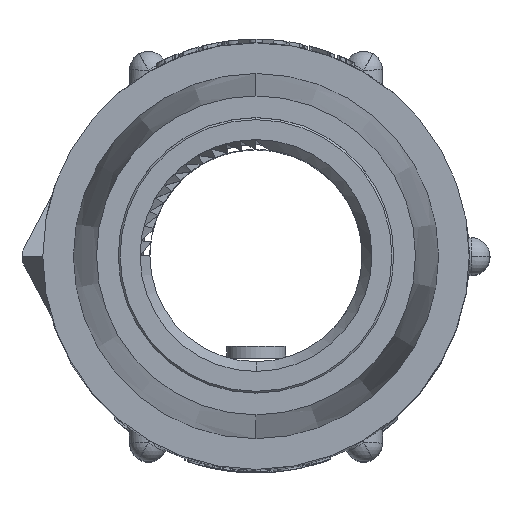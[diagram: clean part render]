
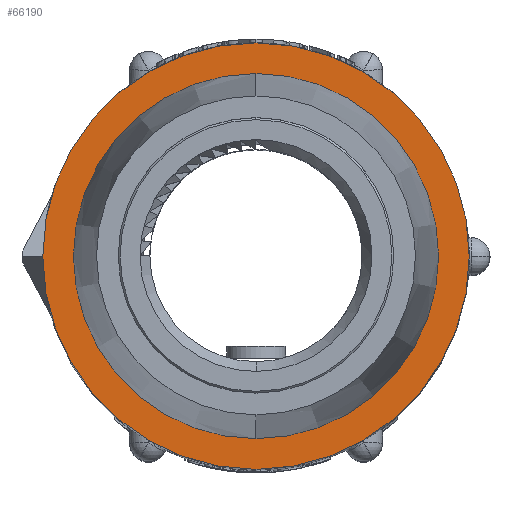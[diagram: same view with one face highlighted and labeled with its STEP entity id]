
A CAD part, top view. The second image highlights one B-rep face of the part: STEP entity #66190.
In plain terms, the highlighted planar face has unit normal (0, 0, 1).
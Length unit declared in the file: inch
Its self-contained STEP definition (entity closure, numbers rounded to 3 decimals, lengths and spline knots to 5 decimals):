
#2671 = VERTEX_POINT ( 'NONE', #19563 ) ;
#3391 = AXIS2_PLACEMENT_3D ( 'NONE', #67761, #75168, #92031 ) ;
#4894 = EDGE_CURVE ( 'NONE', #78165, #2671, #5006, .T. ) ;
#5006 = CIRCLE ( 'NONE', #64024, 1.13 ) ;
#5810 = VERTEX_POINT ( 'NONE', #29522 ) ;
#16840 = CIRCLE ( 'NONE', #3391, 0.9675 ) ;
#19563 = CARTESIAN_POINT ( 'NONE',  ( 3.69772, 6.56159, 9.7679 ) ) ;
#20627 = AXIS2_PLACEMENT_3D ( 'NONE', #95566, #79197, #32127 ) ;
#25098 = AXIS2_PLACEMENT_3D ( 'NONE', #99480, #41862, #35527 ) ;
#28897 = DIRECTION ( 'NONE',  ( 0., -1., 0. ) ) ;
#29522 = CARTESIAN_POINT ( 'NONE',  ( 3.69772, 4.46409, 9.7679 ) ) ;
#32127 = DIRECTION ( 'NONE',  ( 0., -1., 0. ) ) ;
#35527 = DIRECTION ( 'NONE',  ( 0., 1., 0. ) ) ;
#37895 = EDGE_LOOP ( 'NONE', ( #98980, #60429 ) ) ;
#41862 = DIRECTION ( 'NONE',  ( 0., 0., -1. ) ) ;
#43055 = CARTESIAN_POINT ( 'NONE',  ( 3.69772, 4.30159, 9.7679 ) ) ;
#44830 = CARTESIAN_POINT ( 'NONE',  ( 3.69772, 6.39909, 9.7679 ) ) ;
#47786 = FACE_OUTER_BOUND ( 'NONE', #37895, .T. ) ;
#48702 = CIRCLE ( 'NONE', #95889, 0.9675 ) ;
#48803 = ORIENTED_EDGE ( 'NONE', *, *, #85544, .F. ) ;
#49359 = PLANE ( 'NONE',  #25098 ) ;
#59623 = DIRECTION ( 'NONE',  ( 0., 0., 1. ) ) ;
#60429 = ORIENTED_EDGE ( 'NONE', *, *, #99838, .T. ) ;
#64024 = AXIS2_PLACEMENT_3D ( 'NONE', #74281, #99135, #90632 ) ;
#66190 = ADVANCED_FACE ( 'NONE', ( #95854, #47786 ), #49359, .F. ) ;
#67761 = CARTESIAN_POINT ( 'NONE',  ( 3.69772, 5.43159, 9.7679 ) ) ;
#69740 = ORIENTED_EDGE ( 'NONE', *, *, #84948, .F. ) ;
#74281 = CARTESIAN_POINT ( 'NONE',  ( 3.69772, 5.43159, 9.7679 ) ) ;
#75168 = DIRECTION ( 'NONE',  ( 0., 0., 1. ) ) ;
#78165 = VERTEX_POINT ( 'NONE', #43055 ) ;
#79197 = DIRECTION ( 'NONE',  ( 0., 0., 1. ) ) ;
#84948 = EDGE_CURVE ( 'NONE', #94502, #5810, #48702, .T. ) ;
#85544 = EDGE_CURVE ( 'NONE', #5810, #94502, #16840, .T. ) ;
#90632 = DIRECTION ( 'NONE',  ( 0., -1., 0. ) ) ;
#92031 = DIRECTION ( 'NONE',  ( 0., -1., 0. ) ) ;
#92347 = EDGE_LOOP ( 'NONE', ( #69740, #48803 ) ) ;
#93882 = CARTESIAN_POINT ( 'NONE',  ( 3.69772, 5.43159, 9.7679 ) ) ;
#94502 = VERTEX_POINT ( 'NONE', #44830 ) ;
#95566 = CARTESIAN_POINT ( 'NONE',  ( 3.69772, 5.43159, 9.7679 ) ) ;
#95854 = FACE_BOUND ( 'NONE', #92347, .T. ) ;
#95889 = AXIS2_PLACEMENT_3D ( 'NONE', #93882, #59623, #28897 ) ;
#98980 = ORIENTED_EDGE ( 'NONE', *, *, #4894, .T. ) ;
#99135 = DIRECTION ( 'NONE',  ( 0., 0., 1. ) ) ;
#99480 = CARTESIAN_POINT ( 'NONE',  ( 3.69772, 5.43159, 9.7679 ) ) ;
#99838 = EDGE_CURVE ( 'NONE', #2671, #78165, #101591, .T. ) ;
#101591 = CIRCLE ( 'NONE', #20627, 1.13 ) ;
